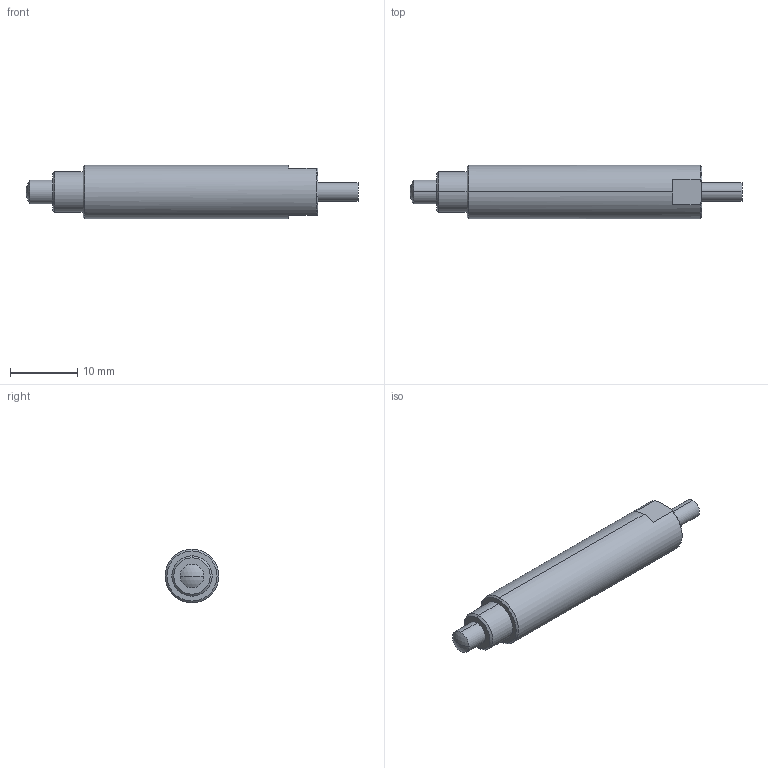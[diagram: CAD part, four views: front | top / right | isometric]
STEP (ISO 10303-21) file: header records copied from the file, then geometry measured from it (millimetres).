
FILE_DESCRIPTION (( 'STEP AP214' ), '1' );
FILE_NAME ('CS087A-L.STEP', '2018-04-03T20:12:30', ( '' ), ( '' ), 'SwSTEP 2.0', 'SolidWorks 2017', '' );
FILE_SCHEMA (( 'AUTOMOTIVE_DESIGN' ));
Length unit declared in the file: inch
Products named in the file (1): CS087A-L
Bounding box: 49.5 x 7.98 x 7.98 mm (x, y, z)
Volume: 1936.6 mm3; surface area: 1142.1 mm2
Topology: 1 solids, 1 shells, 24 faces, 54 edges, 35 vertices
Faces by surface type: cylinder 8, plane 8, cone 6, sphere 2
Entity records: 728 total; most frequent: DIRECTION 130, CARTESIAN_POINT 126, ORIENTED_EDGE 108, AXIS2_PLACEMENT_3D 55, EDGE_CURVE 54, VERTEX_POINT 35, CIRCLE 30, EDGE_LOOP 27
